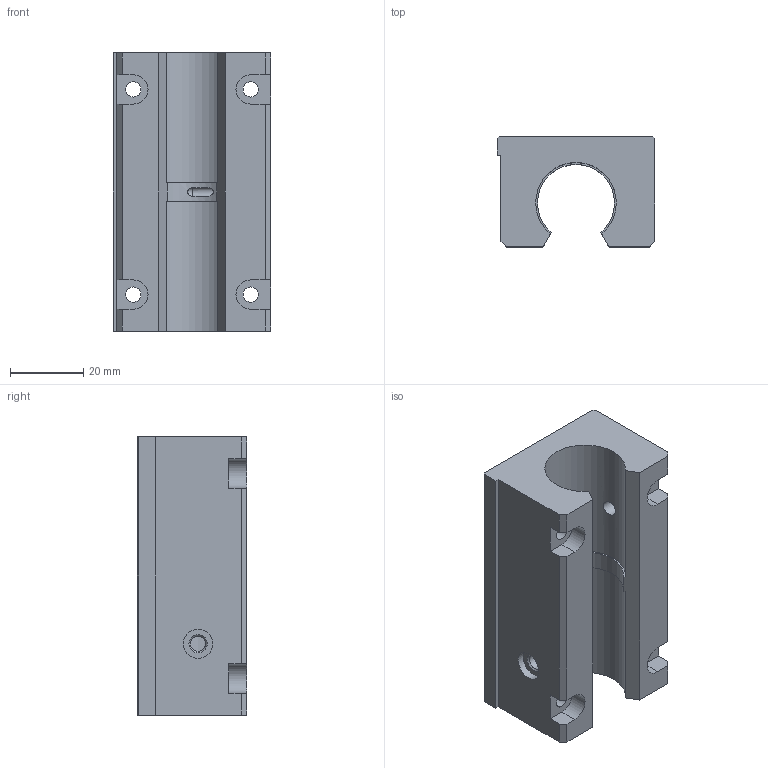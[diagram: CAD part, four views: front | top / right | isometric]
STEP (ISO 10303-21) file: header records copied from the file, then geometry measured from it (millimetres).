
FILE_DESCRIPTION( ( 'STEP AP214' ), '1' );
FILE_NAME( 'TAGI-OP-12_2_14a.stp', ' ', ( ' ' ), ( ' ' ), 'PSStep 15.0.47', 'PARTsolutions', ' ' );
FILE_SCHEMA( ( 'AUTOMOTIVE_DESIGN { 1 0 10303 214 1 1 1 1 }' ) );
Length unit declared in the file: millimetre
Products named in the file (1): HI_TAGI-OP-12
Bounding box: 43 x 30 x 76 mm (x, y, z)
Volume: 61255.1 mm3; surface area: 18019.9 mm2
Topology: 1 solids, 1 shells, 61 faces, 165 edges, 109 vertices
Faces by surface type: plane 36, cylinder 17, cone 7, sphere 1
Full cylindrical faces by diameter (mm): 2.5 x1, 4.134 x6, 6.647 x1, 8 x2
Entity records: 2468 total; most frequent: CARTESIAN_POINT 469, DIRECTION 302, ORIENTED_EDGE 286, EDGE_CURVE 143, VERTEX_POINT 104, AXIS2_PLACEMENT_3D 101, LINE 100, VECTOR 100
